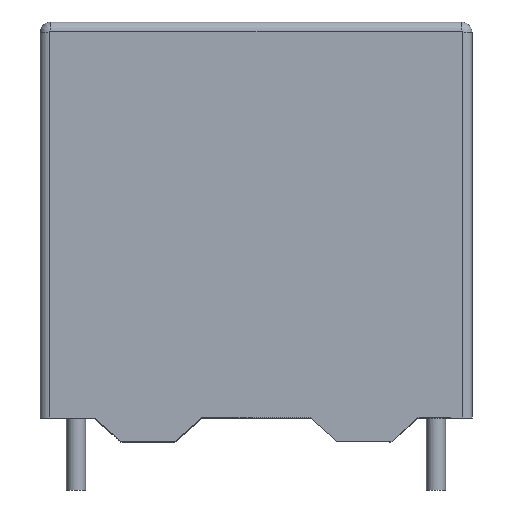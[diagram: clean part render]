
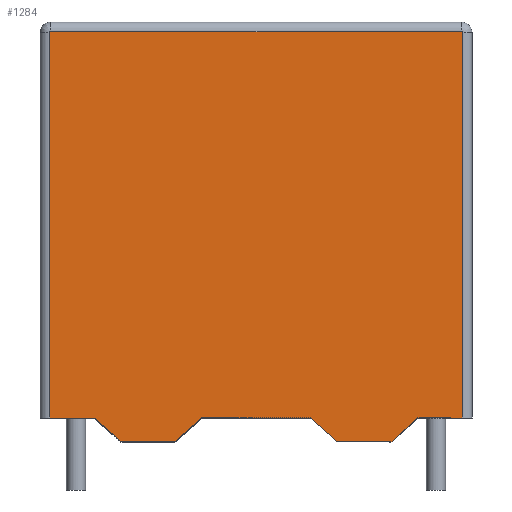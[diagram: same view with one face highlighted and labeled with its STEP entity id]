
A CAD part, front view. The second image highlights one B-rep face of the part: STEP entity #1284.
In plain terms, the highlighted planar face has unit normal (0, -1, 0).
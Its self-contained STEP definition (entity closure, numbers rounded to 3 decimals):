
#32 = EDGE_CURVE ( 'NONE', #1176, #1373, #185, .T. ) ;
#129 = FACE_OUTER_BOUND ( 'NONE', #908, .T. ) ;
#156 = ORIENTED_EDGE ( 'NONE', *, *, #1704, .F. ) ;
#157 = CARTESIAN_POINT ( 'NONE',  ( 0.419, -9., 17.1 ) ) ;
#169 = VECTOR ( 'NONE', #1689, 1000. ) ;
#175 = LINE ( 'NONE', #407, #511 ) ;
#181 = EDGE_CURVE ( 'NONE', #1559, #1505, #760, .T. ) ;
#184 = VECTOR ( 'NONE', #1486, 1000. ) ;
#185 = LINE ( 'NONE', #1728, #1909 ) ;
#195 = VERTEX_POINT ( 'NONE', #1105 ) ;
#214 = VERTEX_POINT ( 'NONE', #258 ) ;
#243 = ORIENTED_EDGE ( 'NONE', *, *, #1435, .F. ) ;
#258 = CARTESIAN_POINT ( 'NONE',  ( 12.375, -9., 0. ) ) ;
#363 = CARTESIAN_POINT ( 'NONE',  ( 17.555, -9., 17.1 ) ) ;
#407 = CARTESIAN_POINT ( 'NONE',  ( 0., -9., 1. ) ) ;
#434 = DIRECTION ( 'NONE',  ( 0., 0., 1. ) ) ;
#511 = VECTOR ( 'NONE', #1568, 1000. ) ;
#514 = CARTESIAN_POINT ( 'NONE',  ( 17.555, -9., 17.1 ) ) ;
#520 = ORIENTED_EDGE ( 'NONE', *, *, #1411, .F. ) ;
#523 = DIRECTION ( 'NONE',  ( 0., 0., 1. ) ) ;
#578 = VERTEX_POINT ( 'NONE', #681 ) ;
#585 = VERTEX_POINT ( 'NONE', #845 ) ;
#590 = LINE ( 'NONE', #660, #2024 ) ;
#608 = VECTOR ( 'NONE', #1310, 1000. ) ;
#611 = LINE ( 'NONE', #1973, #184 ) ;
#640 = CARTESIAN_POINT ( 'NONE',  ( 0.4, -9., 17.081 ) ) ;
#645 = CARTESIAN_POINT ( 'NONE',  ( 17.6, -9., 1. ) ) ;
#658 = CARTESIAN_POINT ( 'NONE',  ( 15.75, -9., 1. ) ) ;
#660 = CARTESIAN_POINT ( 'NONE',  ( 3.375, -9., 0. ) ) ;
#678 = AXIS2_PLACEMENT_3D ( 'NONE', #1253, #1410, #434 ) ;
#681 = CARTESIAN_POINT ( 'NONE',  ( 14.625, -9., 0. ) ) ;
#683 = EDGE_CURVE ( 'NONE', #195, #936, #175, .T. ) ;
#705 = LINE ( 'NONE', #1213, #169 ) ;
#735 = ORIENTED_EDGE ( 'NONE', *, *, #1194, .T. ) ;
#760 =( BOUNDED_CURVE ( )  B_SPLINE_CURVE ( 3, ( #2053, #1087, #1588, #1596 ),
 .UNSPECIFIED., .F., .T. ) 
 B_SPLINE_CURVE_WITH_KNOTS ( ( 4, 4 ),
 ( 0., 1. ),
 .UNSPECIFIED. ) 
 CURVE ( )  GEOMETRIC_REPRESENTATION_ITEM ( )  RATIONAL_B_SPLINE_CURVE ( ( 1., 0.805, 0.805, 1. ) ) 
 REPRESENTATION_ITEM ( '' )  );
#810 = EDGE_CURVE ( 'NONE', #1505, #1658, #1929, .T. ) ;
#812 = LINE ( 'NONE', #1190, #1852 ) ;
#841 = EDGE_CURVE ( 'NONE', #1373, #936, #590, .T. ) ;
#845 = CARTESIAN_POINT ( 'NONE',  ( 0.445, -9., 17.1 ) ) ;
#852 = VECTOR ( 'NONE', #1313, 1000. ) ;
#903 = CARTESIAN_POINT ( 'NONE',  ( 5.625, -9., 0. ) ) ;
#908 = EDGE_LOOP ( 'NONE', ( #1527, #520, #1895, #1409, #243, #1770, #735, #1301, #1013, #156, #1258, #1261, #1726, #1811 ) ) ;
#923 = EDGE_CURVE ( 'NONE', #195, #983, #812, .T. ) ;
#936 = VERTEX_POINT ( 'NONE', #1041 ) ;
#983 = VERTEX_POINT ( 'NONE', #1686 ) ;
#1013 = ORIENTED_EDGE ( 'NONE', *, *, #181, .F. ) ;
#1041 = CARTESIAN_POINT ( 'NONE',  ( 2.25, -9., 1. ) ) ;
#1065 = LINE ( 'NONE', #1821, #852 ) ;
#1087 = CARTESIAN_POINT ( 'NONE',  ( 17.581, -9., 17.1 ) ) ;
#1098 = DIRECTION ( 'NONE',  ( 1., 0., 0. ) ) ;
#1105 = CARTESIAN_POINT ( 'NONE',  ( 0.4, -9., 1. ) ) ;
#1108 = VECTOR ( 'NONE', #2021, 1000. ) ;
#1134 = VECTOR ( 'NONE', #1098, 1000. ) ;
#1160 = CARTESIAN_POINT ( 'NONE',  ( 0.4, -9., 17.055 ) ) ;
#1176 = VERTEX_POINT ( 'NONE', #903 ) ;
#1190 = CARTESIAN_POINT ( 'NONE',  ( 0.4, -9., 17.055 ) ) ;
#1194 = EDGE_CURVE ( 'NONE', #1324, #1658, #1951, .T. ) ;
#1213 = CARTESIAN_POINT ( 'NONE',  ( 11.25, -9., 1. ) ) ;
#1217 =( BOUNDED_CURVE ( )  B_SPLINE_CURVE ( 3, ( #1160, #640, #157, #1308 ),
 .UNSPECIFIED., .F., .T. ) 
 B_SPLINE_CURVE_WITH_KNOTS ( ( 4, 4 ),
 ( 0., 1. ),
 .UNSPECIFIED. ) 
 CURVE ( )  GEOMETRIC_REPRESENTATION_ITEM ( )  RATIONAL_B_SPLINE_CURVE ( ( 1., 0.805, 0.805, 1. ) ) 
 REPRESENTATION_ITEM ( '' )  );
#1220 = CARTESIAN_POINT ( 'NONE',  ( 11.25, -9., 1. ) ) ;
#1253 = CARTESIAN_POINT ( 'NONE',  ( 18., -9., 1. ) ) ;
#1258 = ORIENTED_EDGE ( 'NONE', *, *, #1399, .F. ) ;
#1261 = ORIENTED_EDGE ( 'NONE', *, *, #923, .F. ) ;
#1282 = CARTESIAN_POINT ( 'NONE',  ( 17.6, -9., 1. ) ) ;
#1284 = ADVANCED_FACE ( 'NONE', ( #129 ), #2071, .F. ) ;
#1301 = ORIENTED_EDGE ( 'NONE', *, *, #810, .F. ) ;
#1308 = CARTESIAN_POINT ( 'NONE',  ( 0.445, -9., 17.1 ) ) ;
#1310 = DIRECTION ( 'NONE',  ( 0., 0., -1. ) ) ;
#1313 = DIRECTION ( 'NONE',  ( -0.747, 0., -0.664 ) ) ;
#1324 = VERTEX_POINT ( 'NONE', #658 ) ;
#1372 = CARTESIAN_POINT ( 'NONE',  ( 15.75, -9., 1. ) ) ;
#1373 = VERTEX_POINT ( 'NONE', #1653 ) ;
#1399 = EDGE_CURVE ( 'NONE', #983, #585, #1217, .T. ) ;
#1409 = ORIENTED_EDGE ( 'NONE', *, *, #1737, .T. ) ;
#1410 = DIRECTION ( 'NONE',  ( 0., 1., 0. ) ) ;
#1411 = EDGE_CURVE ( 'NONE', #1859, #1176, #1065, .T. ) ;
#1435 = EDGE_CURVE ( 'NONE', #578, #214, #611, .T. ) ;
#1486 = DIRECTION ( 'NONE',  ( -1., 0., 0. ) ) ;
#1505 = VERTEX_POINT ( 'NONE', #1663 ) ;
#1514 = VECTOR ( 'NONE', #1864, 1000. ) ;
#1527 = ORIENTED_EDGE ( 'NONE', *, *, #32, .F. ) ;
#1559 = VERTEX_POINT ( 'NONE', #514 ) ;
#1567 = LINE ( 'NONE', #363, #1108 ) ;
#1568 = DIRECTION ( 'NONE',  ( 1., 0., 0. ) ) ;
#1569 = CARTESIAN_POINT ( 'NONE',  ( 6.75, -9., 1. ) ) ;
#1588 = CARTESIAN_POINT ( 'NONE',  ( 17.6, -9., 17.081 ) ) ;
#1596 = CARTESIAN_POINT ( 'NONE',  ( 17.6, -9., 17.055 ) ) ;
#1598 = DIRECTION ( 'NONE',  ( -0.747, 0., -0.664 ) ) ;
#1601 = LINE ( 'NONE', #1771, #1134 ) ;
#1613 = EDGE_CURVE ( 'NONE', #1859, #1971, #1601, .T. ) ;
#1653 = CARTESIAN_POINT ( 'NONE',  ( 3.375, -9., 0. ) ) ;
#1658 = VERTEX_POINT ( 'NONE', #1282 ) ;
#1663 = CARTESIAN_POINT ( 'NONE',  ( 17.6, -9., 17.055 ) ) ;
#1686 = CARTESIAN_POINT ( 'NONE',  ( 0.4, -9., 17.055 ) ) ;
#1689 = DIRECTION ( 'NONE',  ( 0.747, 0., -0.664 ) ) ;
#1693 = VECTOR ( 'NONE', #1598, 1000. ) ;
#1704 = EDGE_CURVE ( 'NONE', #585, #1559, #1567, .T. ) ;
#1726 = ORIENTED_EDGE ( 'NONE', *, *, #683, .T. ) ;
#1728 = CARTESIAN_POINT ( 'NONE',  ( 18., -9., 0. ) ) ;
#1737 = EDGE_CURVE ( 'NONE', #1971, #214, #705, .T. ) ;
#1770 = ORIENTED_EDGE ( 'NONE', *, *, #2106, .F. ) ;
#1771 = CARTESIAN_POINT ( 'NONE',  ( 6.75, -9., 1. ) ) ;
#1811 = ORIENTED_EDGE ( 'NONE', *, *, #841, .F. ) ;
#1815 = DIRECTION ( 'NONE',  ( -0.747, 0., 0.664 ) ) ;
#1821 = CARTESIAN_POINT ( 'NONE',  ( 6.75, -9., 1. ) ) ;
#1852 = VECTOR ( 'NONE', #523, 1000. ) ;
#1859 = VERTEX_POINT ( 'NONE', #1569 ) ;
#1864 = DIRECTION ( 'NONE',  ( 1., 0., 0. ) ) ;
#1867 = CARTESIAN_POINT ( 'NONE',  ( 15.75, -9., 1. ) ) ;
#1880 = DIRECTION ( 'NONE',  ( -1., 0., 0. ) ) ;
#1895 = ORIENTED_EDGE ( 'NONE', *, *, #1613, .T. ) ;
#1909 = VECTOR ( 'NONE', #1880, 1000. ) ;
#1929 = LINE ( 'NONE', #645, #608 ) ;
#1951 = LINE ( 'NONE', #1372, #1514 ) ;
#1971 = VERTEX_POINT ( 'NONE', #1220 ) ;
#1973 = CARTESIAN_POINT ( 'NONE',  ( 18., -9., 0. ) ) ;
#2021 = DIRECTION ( 'NONE',  ( 1., 0., 0. ) ) ;
#2024 = VECTOR ( 'NONE', #1815, 1000. ) ;
#2053 = CARTESIAN_POINT ( 'NONE',  ( 17.555, -9., 17.1 ) ) ;
#2071 = PLANE ( 'NONE',  #678 ) ;
#2106 = EDGE_CURVE ( 'NONE', #1324, #578, #2124, .T. ) ;
#2124 = LINE ( 'NONE', #1867, #1693 ) ;
